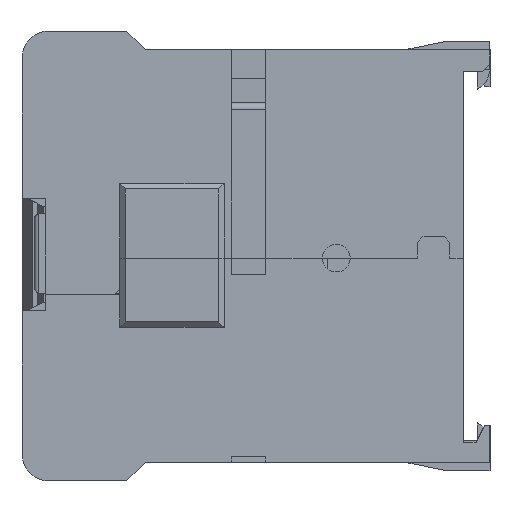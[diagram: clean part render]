
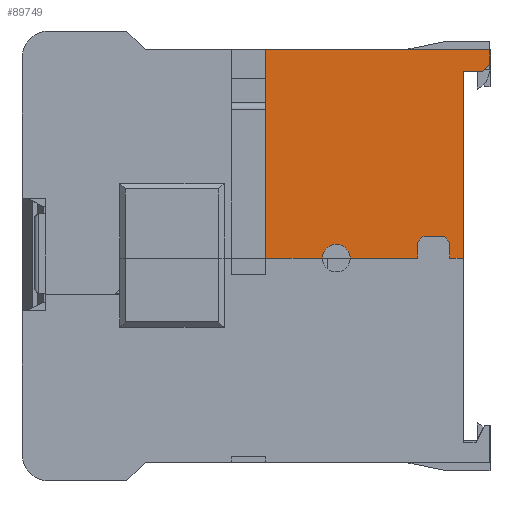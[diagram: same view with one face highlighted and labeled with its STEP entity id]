
A CAD part, left-side view. The second image highlights one B-rep face of the part: STEP entity #89749.
In plain terms, the highlighted planar face has unit normal (-1, 0, 0).
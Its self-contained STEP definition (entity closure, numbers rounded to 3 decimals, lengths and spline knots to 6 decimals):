
#74611=DIRECTION('',(0.,1.,0.));
#74612=VECTOR('',#74611,0.0211);
#74613=CARTESIAN_POINT('',(-0.020674,-0.007569,0.0193));
#74614=LINE('',#74613,#74612);
#75352=DIRECTION('',(0.,-1.,0.));
#75353=VECTOR('',#75352,0.00535);
#75354=CARTESIAN_POINT('',(-0.020674,0.013531,-0.0003));
#75355=LINE('',#75354,#75353);
#75387=DIRECTION('',(0.,-1.,0.));
#75388=VECTOR('',#75387,0.0013);
#75389=CARTESIAN_POINT('',(-0.020674,-0.003769,-0.0003));
#75390=LINE('',#75389,#75388);
#78969=DIRECTION('',(0.,0.707,-0.707));
#78970=VECTOR('',#78969,0.00099);
#78971=CARTESIAN_POINT('',(-0.020674,-0.007569,0.0179));
#78972=LINE('',#78971,#78970);
#78976=DIRECTION('',(0.,1.,0.));
#78977=VECTOR('',#78976,0.0018);
#78978=CARTESIAN_POINT('',(-0.020674,-0.006869,0.0172));
#78979=LINE('',#78978,#78977);
#78983=DIRECTION('',(0.,0.,1.));
#78984=VECTOR('',#78983,0.0015);
#78985=CARTESIAN_POINT('',(-0.020674,-0.003769,-0.0003));
#78986=LINE('',#78985,#78984);
#78990=DIRECTION('',(0.,0.707,0.707));
#78991=VECTOR('',#78990,0.000707);
#78992=CARTESIAN_POINT('',(-0.020674,-0.003769,0.0012));
#78993=LINE('',#78992,#78991);
#78997=DIRECTION('',(0.,1.,0.));
#78998=VECTOR('',#78997,0.002);
#78999=CARTESIAN_POINT('',(-0.020674,-0.003269,0.0017));
#79000=LINE('',#78999,#78998);
#79004=DIRECTION('',(0.,0.707,-0.707));
#79005=VECTOR('',#79004,0.000707);
#79006=CARTESIAN_POINT('',(-0.020674,-0.001269,0.0017));
#79007=LINE('',#79006,#79005);
#79011=DIRECTION('',(0.,0.,-1.));
#79012=VECTOR('',#79011,0.0015);
#79013=CARTESIAN_POINT('',(-0.020674,-0.000769,0.0012));
#79014=LINE('',#79013,#79012);
#79018=CARTESIAN_POINT('',(-0.020674,0.006881,-0.0003));
#79019=DIRECTION('',(-1.,0.,0.));
#79020=DIRECTION('',(0.,-1.,0.));
#79021=AXIS2_PLACEMENT_3D('',#79018,#79019,#79020);
#79026=DIRECTION('',(0.,0.,1.));
#79027=VECTOR('',#79026,0.0196);
#79028=CARTESIAN_POINT('',(-0.020674,0.013531,-0.0003));
#79029=LINE('',#79028,#79027);
#79040=DIRECTION('',(0.,0.,1.));
#79041=VECTOR('',#79040,0.0014);
#79042=CARTESIAN_POINT('',(-0.020674,-0.007569,0.0179));
#79043=LINE('',#79042,#79041);
#79476=DIRECTION('',(0.,-1.,0.));
#79477=VECTOR('',#79476,0.00635);
#79478=CARTESIAN_POINT('',(-0.020674,0.005581,-0.0003));
#79479=LINE('',#79478,#79477);
#80663=DIRECTION('',(0.,0.,1.));
#80664=VECTOR('',#80663,0.0175);
#80665=CARTESIAN_POINT('',(-0.020674,-0.005069,-0.0003));
#80666=LINE('',#80665,#80664);
#83501=CARTESIAN_POINT('',(-0.020674,0.013531,-0.0003));
#83502=VERTEX_POINT('',#83501);
#83503=CARTESIAN_POINT('',(-0.020674,0.008181,-0.0003));
#83504=VERTEX_POINT('',#83503);
#83517=CARTESIAN_POINT('',(-0.020674,-0.003769,-0.0003));
#83518=VERTEX_POINT('',#83517);
#83519=CARTESIAN_POINT('',(-0.020674,-0.005069,-0.0003));
#83520=VERTEX_POINT('',#83519);
#83639=CARTESIAN_POINT('',(-0.020674,-0.005069,0.0172));
#83640=VERTEX_POINT('',#83639);
#83780=CARTESIAN_POINT('',(-0.020674,0.005581,-0.0003));
#83781=VERTEX_POINT('',#83780);
#83782=CARTESIAN_POINT('',(-0.020674,-0.000769,-0.0003));
#83783=VERTEX_POINT('',#83782);
#83784=CARTESIAN_POINT('',(-0.020674,-0.007569,0.0179));
#83785=CARTESIAN_POINT('',(-0.020674,-0.006869,0.0172));
#83786=VERTEX_POINT('',#83784);
#83787=VERTEX_POINT('',#83785);
#83788=CARTESIAN_POINT('',(-0.020674,-0.003769,0.0012));
#83789=VERTEX_POINT('',#83788);
#83790=CARTESIAN_POINT('',(-0.020674,-0.003269,0.0017));
#83791=VERTEX_POINT('',#83790);
#83792=CARTESIAN_POINT('',(-0.020674,-0.001269,0.0017));
#83793=VERTEX_POINT('',#83792);
#83794=CARTESIAN_POINT('',(-0.020674,-0.000769,0.0012));
#83795=VERTEX_POINT('',#83794);
#83796=CARTESIAN_POINT('',(-0.020674,0.013531,0.0193));
#83797=VERTEX_POINT('',#83796);
#83798=CARTESIAN_POINT('',(-0.020674,-0.007569,0.0193));
#83799=VERTEX_POINT('',#83798);
#89716=CARTESIAN_POINT('',(-0.020674,-0.007569,0.0193));
#89717=DIRECTION('',(-1.,0.,0.));
#89718=DIRECTION('',(0.,1.,0.));
#89719=AXIS2_PLACEMENT_3D('',#89716,#89717,#89718);
#89720=PLANE('',#89719);
#89722=ORIENTED_EDGE('',*,*,#89721,.T.);
#89724=ORIENTED_EDGE('',*,*,#89723,.T.);
#89726=ORIENTED_EDGE('',*,*,#89725,.F.);
#89727=ORIENTED_EDGE('',*,*,#85745,.F.);
#89729=ORIENTED_EDGE('',*,*,#89728,.T.);
#89731=ORIENTED_EDGE('',*,*,#89730,.T.);
#89733=ORIENTED_EDGE('',*,*,#89732,.T.);
#89735=ORIENTED_EDGE('',*,*,#89734,.T.);
#89737=ORIENTED_EDGE('',*,*,#89736,.T.);
#89739=ORIENTED_EDGE('',*,*,#89738,.F.);
#89741=ORIENTED_EDGE('',*,*,#89740,.T.);
#89742=ORIENTED_EDGE('',*,*,#85729,.F.);
#89743=ORIENTED_EDGE('',*,*,#89697,.T.);
#89744=ORIENTED_EDGE('',*,*,#85333,.F.);
#89746=ORIENTED_EDGE('',*,*,#89745,.F.);
#89747=EDGE_LOOP('',(#89722,#89724,#89726,#89727,#89729,#89731,#89733,#89735,
#89737,#89739,#89741,#89742,#89743,#89744,#89746));
#89748=FACE_OUTER_BOUND('',#89747,.F.);
#79022=CIRCLE('',#79021,0.0013);
#85333=EDGE_CURVE('',#83799,#83797,#74614,.T.);
#85729=EDGE_CURVE('',#83502,#83504,#75355,.T.);
#85745=EDGE_CURVE('',#83518,#83520,#75390,.T.);
#89697=EDGE_CURVE('',#83502,#83797,#79029,.T.);
#89721=EDGE_CURVE('',#83786,#83787,#78972,.T.);
#89723=EDGE_CURVE('',#83787,#83640,#78979,.T.);
#89725=EDGE_CURVE('',#83520,#83640,#80666,.T.);
#89728=EDGE_CURVE('',#83518,#83789,#78986,.T.);
#89730=EDGE_CURVE('',#83789,#83791,#78993,.T.);
#89732=EDGE_CURVE('',#83791,#83793,#79000,.T.);
#89734=EDGE_CURVE('',#83793,#83795,#79007,.T.);
#89736=EDGE_CURVE('',#83795,#83783,#79014,.T.);
#89738=EDGE_CURVE('',#83781,#83783,#79479,.T.);
#89740=EDGE_CURVE('',#83781,#83504,#79022,.T.);
#89745=EDGE_CURVE('',#83786,#83799,#79043,.T.);
#89749=ADVANCED_FACE('',(#89748),#89720,.T.);
